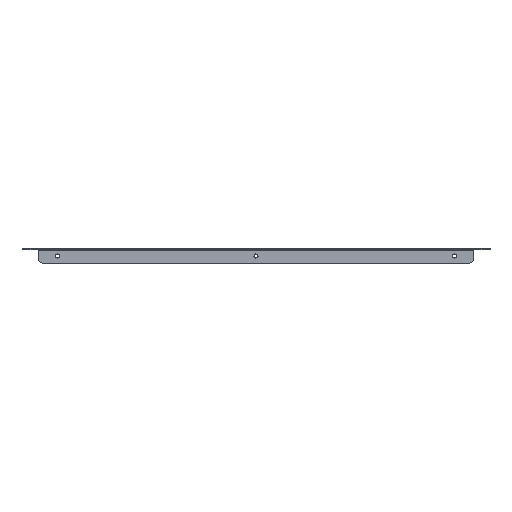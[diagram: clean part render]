
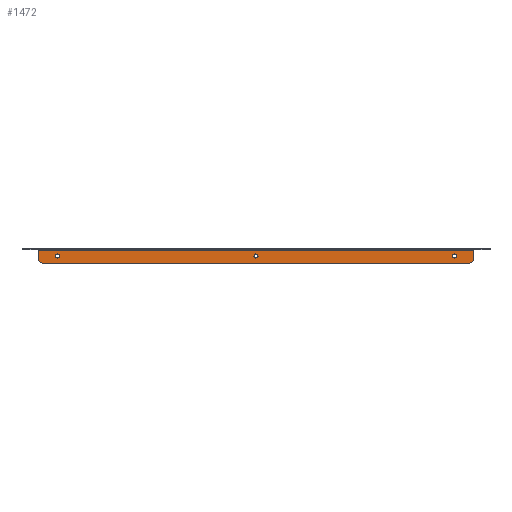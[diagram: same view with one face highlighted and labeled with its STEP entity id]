
A CAD part, front view. The second image highlights one B-rep face of the part: STEP entity #1472.
In plain terms, the highlighted planar face has unit normal (0, -1, 0).
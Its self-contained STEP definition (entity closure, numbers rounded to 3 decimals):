
#66 = VERTEX_POINT ( 'NONE', #1420 ) ;
#105 = ORIENTED_EDGE ( 'NONE', *, *, #1611, .F. ) ;
#110 = CIRCLE ( 'NONE', #1967, 2.1 ) ;
#139 = CIRCLE ( 'NONE', #745, 5. ) ;
#146 = DIRECTION ( 'NONE',  ( 0., 1., 0. ) ) ;
#154 = ORIENTED_EDGE ( 'NONE', *, *, #2399, .T. ) ;
#156 = DIRECTION ( 'NONE',  ( 0., 1., 0. ) ) ;
#174 = ORIENTED_EDGE ( 'NONE', *, *, #680, .T. ) ;
#180 = EDGE_LOOP ( 'NONE', ( #485 ) ) ;
#187 = CARTESIAN_POINT ( 'NONE',  ( -206.25, -399.8, -7.5 ) ) ;
#194 = AXIS2_PLACEMENT_3D ( 'NONE', #187, #585, #212 ) ;
#205 = DIRECTION ( 'NONE',  ( 1., 0., 0. ) ) ;
#212 = DIRECTION ( 'NONE',  ( 0., 0., 1. ) ) ;
#220 = CARTESIAN_POINT ( 'NONE',  ( -221.25, -399.8, -10. ) ) ;
#225 = FACE_BOUND ( 'NONE', #2130, .T. ) ;
#236 = VERTEX_POINT ( 'NONE', #2127 ) ;
#289 = DIRECTION ( 'NONE',  ( 1., 0., 0. ) ) ;
#336 = DIRECTION ( 'NONE',  ( 0., 0., 1. ) ) ;
#356 = DIRECTION ( 'NONE',  ( 0., 0., 1. ) ) ;
#466 = AXIS2_PLACEMENT_3D ( 'NONE', #220, #2060, #947 ) ;
#485 = ORIENTED_EDGE ( 'NONE', *, *, #1979, .T. ) ;
#490 = DIRECTION ( 'NONE',  ( 0., 0., 1. ) ) ;
#491 = FACE_BOUND ( 'NONE', #180, .T. ) ;
#543 = LINE ( 'NONE', #934, #2025 ) ;
#555 = VERTEX_POINT ( 'NONE', #1815 ) ;
#581 = EDGE_CURVE ( 'NONE', #66, #66, #1075, .T. ) ;
#585 = DIRECTION ( 'NONE',  ( 0., 1., 0. ) ) ;
#663 = VECTOR ( 'NONE', #289, 1000. ) ;
#665 = VECTOR ( 'NONE', #2084, 1000. ) ;
#680 = EDGE_CURVE ( 'NONE', #683, #683, #110, .T. ) ;
#681 = ORIENTED_EDGE ( 'NONE', *, *, #581, .T. ) ;
#683 = VERTEX_POINT ( 'NONE', #2157 ) ;
#688 = CARTESIAN_POINT ( 'NONE',  ( 226.25, -399.8, -0.919 ) ) ;
#710 = EDGE_LOOP ( 'NONE', ( #154, #1439, #885, #906, #1518, #105 ) ) ;
#745 = AXIS2_PLACEMENT_3D ( 'NONE', #1597, #841, #490 ) ;
#841 = DIRECTION ( 'NONE',  ( 0., -1., 0. ) ) ;
#848 = CARTESIAN_POINT ( 'NONE',  ( 206.25, -399.8, -5.4 ) ) ;
#885 = ORIENTED_EDGE ( 'NONE', *, *, #1811, .T. ) ;
#906 = ORIENTED_EDGE ( 'NONE', *, *, #1758, .T. ) ;
#924 = FACE_OUTER_BOUND ( 'NONE', #710, .T. ) ;
#933 = DIRECTION ( 'NONE',  ( 0., 1., 0. ) ) ;
#934 = CARTESIAN_POINT ( 'NONE',  ( -228.796, -399.8, -0.919 ) ) ;
#947 = DIRECTION ( 'NONE',  ( 0., 0., 1. ) ) ;
#1003 = CARTESIAN_POINT ( 'NONE',  ( 226.25, -399.8, 0. ) ) ;
#1075 = CIRCLE ( 'NONE', #194, 2.1 ) ;
#1082 = CARTESIAN_POINT ( 'NONE',  ( 206.25, -399.8, -7.5 ) ) ;
#1199 = VECTOR ( 'NONE', #1762, 1000. ) ;
#1203 = AXIS2_PLACEMENT_3D ( 'NONE', #2382, #156, #356 ) ;
#1230 = VERTEX_POINT ( 'NONE', #2327 ) ;
#1312 = VERTEX_POINT ( 'NONE', #1610 ) ;
#1398 = CARTESIAN_POINT ( 'NONE',  ( 0., -399.8, -15. ) ) ;
#1412 = FACE_BOUND ( 'NONE', #2386, .T. ) ;
#1420 = CARTESIAN_POINT ( 'NONE',  ( -206.25, -399.8, -5.4 ) ) ;
#1439 = ORIENTED_EDGE ( 'NONE', *, *, #1516, .T. ) ;
#1443 = LINE ( 'NONE', #1003, #665 ) ;
#1466 = PLANE ( 'NONE',  #1203 ) ;
#1472 = ADVANCED_FACE ( 'NONE', ( #225, #1412, #491, #924 ), #1466, .F. ) ;
#1509 = CIRCLE ( 'NONE', #466, 5. ) ;
#1516 = EDGE_CURVE ( 'NONE', #236, #555, #1509, .T. ) ;
#1518 = ORIENTED_EDGE ( 'NONE', *, *, #1652, .T. ) ;
#1534 = AXIS2_PLACEMENT_3D ( 'NONE', #1082, #146, #336 ) ;
#1549 = VERTEX_POINT ( 'NONE', #848 ) ;
#1597 = CARTESIAN_POINT ( 'NONE',  ( 221.25, -399.8, -10. ) ) ;
#1602 = CARTESIAN_POINT ( 'NONE',  ( -226.25, -399.8, 0. ) ) ;
#1610 = CARTESIAN_POINT ( 'NONE',  ( 221.25, -399.8, -15. ) ) ;
#1611 = EDGE_CURVE ( 'NONE', #1230, #1930, #543, .T. ) ;
#1652 = EDGE_CURVE ( 'NONE', #1952, #1930, #1443, .T. ) ;
#1700 = CIRCLE ( 'NONE', #1534, 2.1 ) ;
#1758 = EDGE_CURVE ( 'NONE', #1312, #1952, #139, .T. ) ;
#1762 = DIRECTION ( 'NONE',  ( 0., 0., -1. ) ) ;
#1811 = EDGE_CURVE ( 'NONE', #555, #1312, #2229, .T. ) ;
#1815 = CARTESIAN_POINT ( 'NONE',  ( -221.25, -399.8, -15. ) ) ;
#1890 = DIRECTION ( 'NONE',  ( 0., 0., 1. ) ) ;
#1930 = VERTEX_POINT ( 'NONE', #688 ) ;
#1952 = VERTEX_POINT ( 'NONE', #2005 ) ;
#1967 = AXIS2_PLACEMENT_3D ( 'NONE', #2224, #933, #1890 ) ;
#1979 = EDGE_CURVE ( 'NONE', #1549, #1549, #1700, .T. ) ;
#2005 = CARTESIAN_POINT ( 'NONE',  ( 226.25, -399.8, -10. ) ) ;
#2025 = VECTOR ( 'NONE', #205, 1000. ) ;
#2060 = DIRECTION ( 'NONE',  ( 0., -1., 0. ) ) ;
#2084 = DIRECTION ( 'NONE',  ( 0., 0., 1. ) ) ;
#2127 = CARTESIAN_POINT ( 'NONE',  ( -226.25, -399.8, -10. ) ) ;
#2130 = EDGE_LOOP ( 'NONE', ( #681 ) ) ;
#2157 = CARTESIAN_POINT ( 'NONE',  ( 0., -399.8, -5.4 ) ) ;
#2164 = LINE ( 'NONE', #1602, #1199 ) ;
#2224 = CARTESIAN_POINT ( 'NONE',  ( 0., -399.8, -7.5 ) ) ;
#2229 = LINE ( 'NONE', #1398, #663 ) ;
#2327 = CARTESIAN_POINT ( 'NONE',  ( -226.25, -399.8, -0.919 ) ) ;
#2382 = CARTESIAN_POINT ( 'NONE',  ( 0., -399.8, 0. ) ) ;
#2386 = EDGE_LOOP ( 'NONE', ( #174 ) ) ;
#2399 = EDGE_CURVE ( 'NONE', #1230, #236, #2164, .T. ) ;
